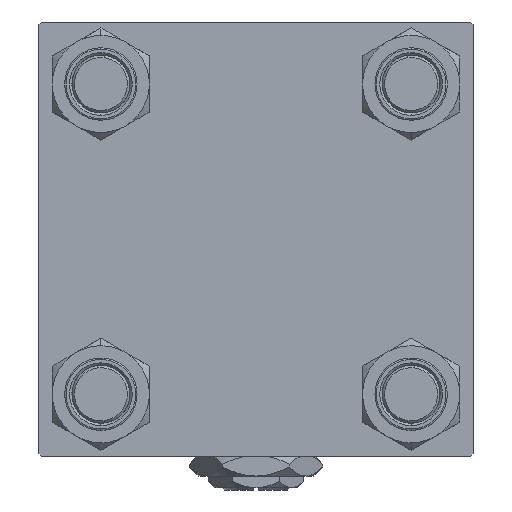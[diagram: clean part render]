
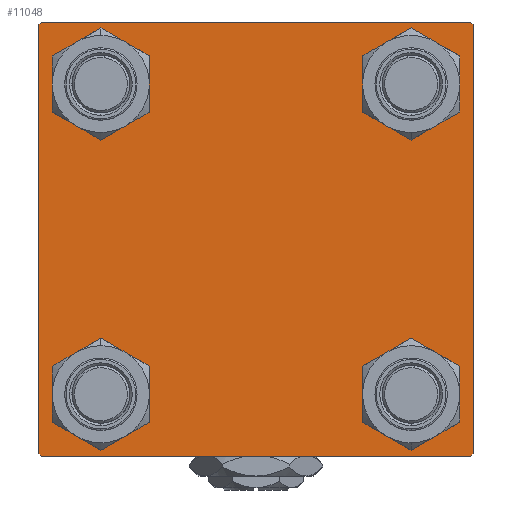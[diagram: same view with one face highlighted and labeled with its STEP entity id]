
A CAD part, left-side view. The second image highlights one B-rep face of the part: STEP entity #11048.
In plain terms, the highlighted planar face has unit normal (-1, 0, 0).
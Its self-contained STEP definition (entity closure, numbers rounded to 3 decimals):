
#1117 = CARTESIAN_POINT ( 'NONE',  ( 0., -32.15, 32.15 ) ) ;
#1286 = EDGE_CURVE ( 'NONE', #22763, #15346, #19412, .T. ) ;
#1303 = EDGE_CURVE ( 'NONE', #7150, #32926, #35843, .T. ) ;
#1397 = CARTESIAN_POINT ( 'NONE',  ( 0., -32.15, 38.65 ) ) ;
#1999 = VERTEX_POINT ( 'NONE', #47660 ) ;
#2038 = CARTESIAN_POINT ( 'NONE',  ( 0., 45., 44.5 ) ) ;
#2420 = DIRECTION ( 'NONE',  ( 1., 0., 0. ) ) ;
#2446 = DIRECTION ( 'NONE',  ( 0., -0.707, 0.707 ) ) ;
#2965 = CARTESIAN_POINT ( 'NONE',  ( 0., -44.75, -44.75 ) ) ;
#3119 = VERTEX_POINT ( 'NONE', #42071 ) ;
#3527 = CARTESIAN_POINT ( 'NONE',  ( 0., -44.5, -45. ) ) ;
#4021 = CARTESIAN_POINT ( 'NONE',  ( 0., 32.15, -38.65 ) ) ;
#4159 = CIRCLE ( 'NONE', #16031, 6.5 ) ;
#4268 = VECTOR ( 'NONE', #15445, 1000. ) ;
#4387 = DIRECTION ( 'NONE',  ( 1., 0., 0. ) ) ;
#4420 = AXIS2_PLACEMENT_3D ( 'NONE', #40692, #4387, #12605 ) ;
#4464 = EDGE_CURVE ( 'NONE', #15158, #25952, #10369, .T. ) ;
#4609 = VECTOR ( 'NONE', #10680, 1000. ) ;
#4711 = EDGE_CURVE ( 'NONE', #25952, #15158, #47587, .T. ) ;
#4856 = ORIENTED_EDGE ( 'NONE', *, *, #4464, .T. ) ;
#4904 = EDGE_LOOP ( 'NONE', ( #25398, #44751, #5775, #12399, #48167, #17021, #45473, #31304 ) ) ;
#4944 = DIRECTION ( 'NONE',  ( 1., 0., 0. ) ) ;
#5337 = CARTESIAN_POINT ( 'NONE',  ( 0., 0., 0. ) ) ;
#5775 = ORIENTED_EDGE ( 'NONE', *, *, #1303, .T. ) ;
#5876 = CARTESIAN_POINT ( 'NONE',  ( 0., 32.15, 32.15 ) ) ;
#6177 = CARTESIAN_POINT ( 'NONE',  ( 0., -32.15, 25.65 ) ) ;
#6713 = EDGE_CURVE ( 'NONE', #22763, #43117, #13713, .T. ) ;
#6938 = CARTESIAN_POINT ( 'NONE',  ( 0., 44.5, -45. ) ) ;
#7054 = VERTEX_POINT ( 'NONE', #6177 ) ;
#7150 = VERTEX_POINT ( 'NONE', #6938 ) ;
#7247 = CARTESIAN_POINT ( 'NONE',  ( 0., -44.75, 44.75 ) ) ;
#7562 = VERTEX_POINT ( 'NONE', #29889 ) ;
#7916 = LINE ( 'NONE', #43677, #23692 ) ;
#10231 = CARTESIAN_POINT ( 'NONE',  ( 0., -44.5, 45. ) ) ;
#10369 = CIRCLE ( 'NONE', #4420, 6.5 ) ;
#10625 = VECTOR ( 'NONE', #43070, 1000. ) ;
#10680 = DIRECTION ( 'NONE',  ( 0., -1., 0. ) ) ;
#10958 = CIRCLE ( 'NONE', #40580, 6.5 ) ;
#11048 = ADVANCED_FACE ( 'NONE', ( #41632, #21491, #41108, #32892, #33422 ), #33146, .T. ) ;
#11212 = AXIS2_PLACEMENT_3D ( 'NONE', #48144, #31702, #51343 ) ;
#11374 = ORIENTED_EDGE ( 'NONE', *, *, #19769, .T. ) ;
#11528 = CARTESIAN_POINT ( 'NONE',  ( 0., 45., 45. ) ) ;
#11618 = VECTOR ( 'NONE', #36959, 1000. ) ;
#12399 = ORIENTED_EDGE ( 'NONE', *, *, #34080, .T. ) ;
#12605 = DIRECTION ( 'NONE',  ( 0., 0., 1. ) ) ;
#12896 = AXIS2_PLACEMENT_3D ( 'NONE', #29480, #25491, #13070 ) ;
#13055 = DIRECTION ( 'NONE',  ( 0., 0., 1. ) ) ;
#13070 = DIRECTION ( 'NONE',  ( 0., 0., 1. ) ) ;
#13642 = ORIENTED_EDGE ( 'NONE', *, *, #4711, .T. ) ;
#13713 = LINE ( 'NONE', #33581, #14654 ) ;
#13800 = EDGE_CURVE ( 'NONE', #1999, #15346, #14667, .T. ) ;
#14654 = VECTOR ( 'NONE', #25627, 1000. ) ;
#14667 = LINE ( 'NONE', #50718, #4609 ) ;
#15158 = VERTEX_POINT ( 'NONE', #4021 ) ;
#15346 = VERTEX_POINT ( 'NONE', #10231 ) ;
#15403 = EDGE_CURVE ( 'NONE', #31460, #26024, #50525, .T. ) ;
#15445 = DIRECTION ( 'NONE',  ( 0., 0.707, 0.707 ) ) ;
#15709 = CARTESIAN_POINT ( 'NONE',  ( 0., 45., -45. ) ) ;
#15745 = DIRECTION ( 'NONE',  ( 0., 0., 1. ) ) ;
#15989 = EDGE_LOOP ( 'NONE', ( #30723, #51879 ) ) ;
#16031 = AXIS2_PLACEMENT_3D ( 'NONE', #23917, #47795, #47271 ) ;
#16630 = EDGE_LOOP ( 'NONE', ( #13642, #4856 ) ) ;
#16697 = CARTESIAN_POINT ( 'NONE',  ( 0., -32.15, -38.65 ) ) ;
#17021 = ORIENTED_EDGE ( 'NONE', *, *, #1286, .T. ) ;
#17118 = DIRECTION ( 'NONE',  ( 0., 0., 1. ) ) ;
#18579 = VECTOR ( 'NONE', #2446, 1000. ) ;
#19002 = EDGE_CURVE ( 'NONE', #33940, #7054, #24258, .T. ) ;
#19046 = VERTEX_POINT ( 'NONE', #46816 ) ;
#19412 = LINE ( 'NONE', #7247, #4268 ) ;
#19485 = EDGE_LOOP ( 'NONE', ( #28095, #11374 ) ) ;
#19603 = CARTESIAN_POINT ( 'NONE',  ( 0., 32.15, -25.65 ) ) ;
#19769 = EDGE_CURVE ( 'NONE', #7562, #3119, #27666, .T. ) ;
#19975 = ORIENTED_EDGE ( 'NONE', *, *, #34849, .T. ) ;
#20509 = CIRCLE ( 'NONE', #11212, 6.5 ) ;
#20814 = VERTEX_POINT ( 'NONE', #16697 ) ;
#21085 = CARTESIAN_POINT ( 'NONE',  ( 0., -45., -44.5 ) ) ;
#21491 = FACE_BOUND ( 'NONE', #15989, .T. ) ;
#22763 = VERTEX_POINT ( 'NONE', #50103 ) ;
#23692 = VECTOR ( 'NONE', #28032, 1000. ) ;
#23917 = CARTESIAN_POINT ( 'NONE',  ( 0., -32.15, -32.15 ) ) ;
#24258 = CIRCLE ( 'NONE', #47129, 6.5 ) ;
#24919 = EDGE_CURVE ( 'NONE', #26024, #7150, #25280, .T. ) ;
#25021 = CARTESIAN_POINT ( 'NONE',  ( 0., 44.75, -44.75 ) ) ;
#25280 = LINE ( 'NONE', #25021, #11618 ) ;
#25336 = EDGE_LOOP ( 'NONE', ( #27235, #19975 ) ) ;
#25398 = ORIENTED_EDGE ( 'NONE', *, *, #15403, .T. ) ;
#25491 = DIRECTION ( 'NONE',  ( 1., 0., 0. ) ) ;
#25627 = DIRECTION ( 'NONE',  ( 0., 0., -1. ) ) ;
#25952 = VERTEX_POINT ( 'NONE', #19603 ) ;
#26024 = VERTEX_POINT ( 'NONE', #27569 ) ;
#27145 = DIRECTION ( 'NONE',  ( 1., 0., 0. ) ) ;
#27235 = ORIENTED_EDGE ( 'NONE', *, *, #19002, .T. ) ;
#27328 = AXIS2_PLACEMENT_3D ( 'NONE', #43838, #27145, #15745 ) ;
#27569 = CARTESIAN_POINT ( 'NONE',  ( 0., 45., -44.5 ) ) ;
#27666 = CIRCLE ( 'NONE', #46309, 6.5 ) ;
#28032 = DIRECTION ( 'NONE',  ( 0., 0.707, -0.707 ) ) ;
#28095 = ORIENTED_EDGE ( 'NONE', *, *, #46666, .T. ) ;
#29480 = CARTESIAN_POINT ( 'NONE',  ( 0., 32.15, -32.15 ) ) ;
#29703 = DIRECTION ( 'NONE',  ( 0., 0., 1. ) ) ;
#29816 = EDGE_CURVE ( 'NONE', #19046, #20814, #4159, .T. ) ;
#29889 = CARTESIAN_POINT ( 'NONE',  ( 0., 32.15, 25.65 ) ) ;
#30723 = ORIENTED_EDGE ( 'NONE', *, *, #29816, .T. ) ;
#31304 = ORIENTED_EDGE ( 'NONE', *, *, #35305, .T. ) ;
#31460 = VERTEX_POINT ( 'NONE', #2038 ) ;
#31702 = DIRECTION ( 'NONE',  ( 1., 0., 0. ) ) ;
#32892 = FACE_BOUND ( 'NONE', #19485, .T. ) ;
#32926 = VERTEX_POINT ( 'NONE', #3527 ) ;
#33146 = PLANE ( 'NONE',  #47698 ) ;
#33422 = FACE_OUTER_BOUND ( 'NONE', #4904, .T. ) ;
#33581 = CARTESIAN_POINT ( 'NONE',  ( 0., -45., 45. ) ) ;
#33940 = VERTEX_POINT ( 'NONE', #1397 ) ;
#34080 = EDGE_CURVE ( 'NONE', #32926, #43117, #47745, .T. ) ;
#34849 = EDGE_CURVE ( 'NONE', #7054, #33940, #10958, .T. ) ;
#35305 = EDGE_CURVE ( 'NONE', #1999, #31460, #7916, .T. ) ;
#35843 = LINE ( 'NONE', #15709, #44938 ) ;
#36959 = DIRECTION ( 'NONE',  ( 0., -0.707, -0.707 ) ) ;
#40580 = AXIS2_PLACEMENT_3D ( 'NONE', #1117, #49873, #13055 ) ;
#40692 = CARTESIAN_POINT ( 'NONE',  ( 0., 32.15, -32.15 ) ) ;
#40876 = CIRCLE ( 'NONE', #27328, 6.5 ) ;
#41108 = FACE_BOUND ( 'NONE', #16630, .T. ) ;
#41247 = CARTESIAN_POINT ( 'NONE',  ( 0., -32.15, 32.15 ) ) ;
#41632 = FACE_BOUND ( 'NONE', #25336, .T. ) ;
#42071 = CARTESIAN_POINT ( 'NONE',  ( 0., 32.15, 38.65 ) ) ;
#42179 = DIRECTION ( 'NONE',  ( -1., 0., 0. ) ) ;
#43070 = DIRECTION ( 'NONE',  ( 0., 0., -1. ) ) ;
#43117 = VERTEX_POINT ( 'NONE', #21085 ) ;
#43677 = CARTESIAN_POINT ( 'NONE',  ( 0., 44.75, 44.75 ) ) ;
#43838 = CARTESIAN_POINT ( 'NONE',  ( 0., 32.15, 32.15 ) ) ;
#43924 = DIRECTION ( 'NONE',  ( 0., 0., 1. ) ) ;
#44063 = DIRECTION ( 'NONE',  ( 0., -1., 0. ) ) ;
#44751 = ORIENTED_EDGE ( 'NONE', *, *, #24919, .T. ) ;
#44938 = VECTOR ( 'NONE', #44063, 1000. ) ;
#45473 = ORIENTED_EDGE ( 'NONE', *, *, #13800, .F. ) ;
#45514 = EDGE_CURVE ( 'NONE', #20814, #19046, #20509, .T. ) ;
#46309 = AXIS2_PLACEMENT_3D ( 'NONE', #5876, #2420, #43924 ) ;
#46666 = EDGE_CURVE ( 'NONE', #3119, #7562, #40876, .T. ) ;
#46816 = CARTESIAN_POINT ( 'NONE',  ( 0., -32.15, -25.65 ) ) ;
#47129 = AXIS2_PLACEMENT_3D ( 'NONE', #41247, #4944, #17118 ) ;
#47271 = DIRECTION ( 'NONE',  ( 0., 0., 1. ) ) ;
#47587 = CIRCLE ( 'NONE', #12896, 6.5 ) ;
#47660 = CARTESIAN_POINT ( 'NONE',  ( 0., 44.5, 45. ) ) ;
#47698 = AXIS2_PLACEMENT_3D ( 'NONE', #5337, #42179, #29703 ) ;
#47745 = LINE ( 'NONE', #2965, #18579 ) ;
#47795 = DIRECTION ( 'NONE',  ( 1., 0., 0. ) ) ;
#48144 = CARTESIAN_POINT ( 'NONE',  ( 0., -32.15, -32.15 ) ) ;
#48167 = ORIENTED_EDGE ( 'NONE', *, *, #6713, .F. ) ;
#49873 = DIRECTION ( 'NONE',  ( 1., 0., 0. ) ) ;
#50103 = CARTESIAN_POINT ( 'NONE',  ( 0., -45., 44.5 ) ) ;
#50525 = LINE ( 'NONE', #11528, #10625 ) ;
#50718 = CARTESIAN_POINT ( 'NONE',  ( 0., 45., 45. ) ) ;
#51343 = DIRECTION ( 'NONE',  ( 0., 0., 1. ) ) ;
#51879 = ORIENTED_EDGE ( 'NONE', *, *, #45514, .T. ) ;
